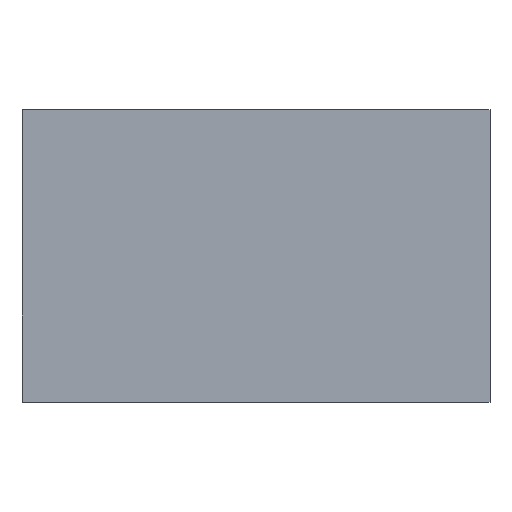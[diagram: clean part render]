
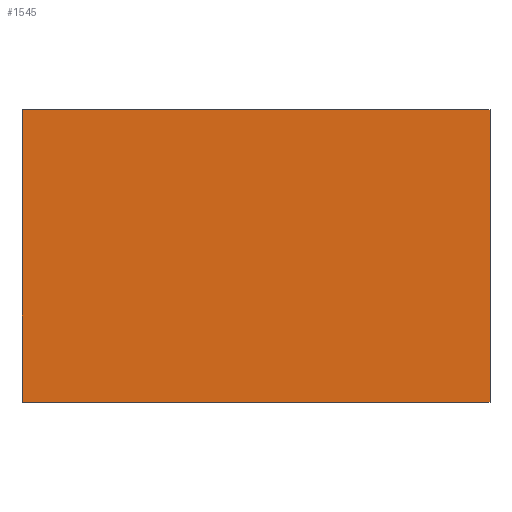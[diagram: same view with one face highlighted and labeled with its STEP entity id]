
A CAD part, top view. The second image highlights one B-rep face of the part: STEP entity #1545.
In plain terms, the highlighted planar face has unit normal (0, 0, 1).
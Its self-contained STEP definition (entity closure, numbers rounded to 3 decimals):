
#156=FACE_OUTER_BOUND('',#242,.T.);
#242=EDGE_LOOP('',(#1423,#1424,#1425,#1426));
#363=LINE('',#3060,#489);
#365=LINE('',#3064,#491);
#367=LINE('',#3068,#493);
#369=LINE('',#3071,#495);
#489=VECTOR('',#1771,10.);
#491=VECTOR('',#1775,10.);
#493=VECTOR('',#1779,10.);
#495=VECTOR('',#1783,10.);
#746=VERTEX_POINT('',#3057);
#747=VERTEX_POINT('',#3059);
#748=VERTEX_POINT('',#3063);
#749=VERTEX_POINT('',#3067);
#971=EDGE_CURVE('',#746,#747,#363,.T.);
#973=EDGE_CURVE('',#747,#748,#365,.T.);
#975=EDGE_CURVE('',#748,#749,#367,.T.);
#977=EDGE_CURVE('',#749,#746,#369,.T.);
#1423=ORIENTED_EDGE('',*,*,#971,.F.);
#1424=ORIENTED_EDGE('',*,*,#977,.F.);
#1425=ORIENTED_EDGE('',*,*,#975,.F.);
#1426=ORIENTED_EDGE('',*,*,#973,.F.);
#1463=PLANE('',#1596);
#1545=ADVANCED_FACE('',(#156),#1463,.T.);
#1596=AXIS2_PLACEMENT_3D('',#3072,#1784,#1785);
#1771=DIRECTION('',(0.,-1.,0.));
#1775=DIRECTION('',(-1.,0.,0.));
#1779=DIRECTION('',(0.,1.,0.));
#1783=DIRECTION('',(1.,0.,0.));
#1784=DIRECTION('center_axis',(0.,0.,1.));
#1785=DIRECTION('ref_axis',(1.,0.,0.));
#3057=CARTESIAN_POINT('',(1.,0.625,0.5));
#3059=CARTESIAN_POINT('',(1.,-0.625,0.5));
#3060=CARTESIAN_POINT('',(1.,0.625,0.5));
#3063=CARTESIAN_POINT('',(-1.,-0.625,0.5));
#3064=CARTESIAN_POINT('',(1.,-0.625,0.5));
#3067=CARTESIAN_POINT('',(-1.,0.625,0.5));
#3068=CARTESIAN_POINT('',(-1.,-0.625,0.5));
#3071=CARTESIAN_POINT('',(-1.,0.625,0.5));
#3072=CARTESIAN_POINT('Origin',(0.,0.,0.5));
